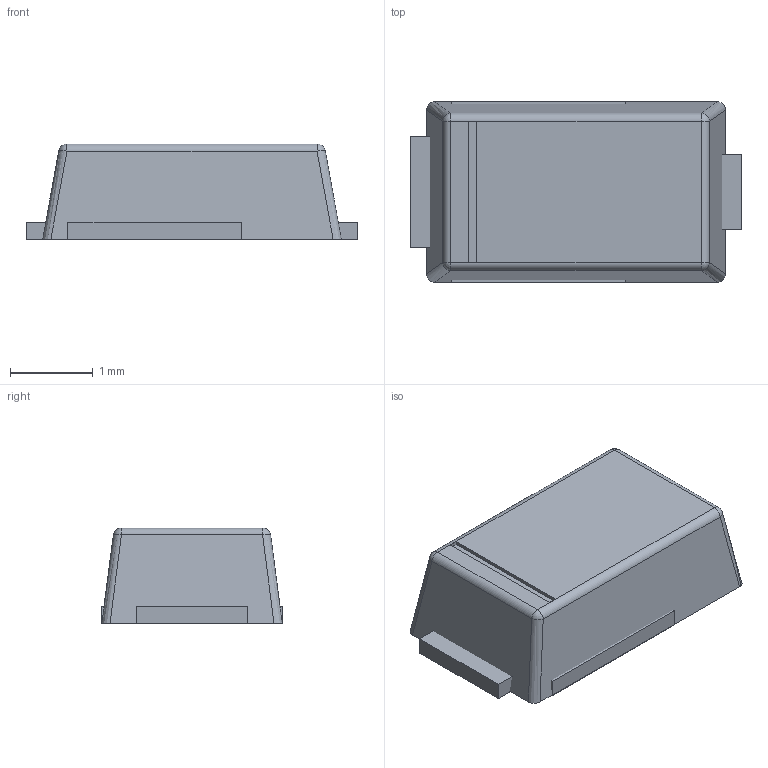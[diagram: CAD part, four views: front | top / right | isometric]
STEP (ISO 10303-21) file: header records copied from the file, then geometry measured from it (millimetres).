
FILE_DESCRIPTION(('FreeCAD Model'),'2;1');
FILE_NAME('Open CASCADE Shape Model','2021-06-15T23:35:20',( 'kicad StepUp'),('ksu MCAD'),'Open CASCADE STEP processor 7.5', 'FreeCAD','Unknown');
FILE_SCHEMA(('AUTOMOTIVE_DESIGN { 1 0 10303 214 1 1 1 1 }'));
Length unit declared in the file: millimetre
Products named in the file (1): D_SMP_DO_220AA_cp
Bounding box: 4 x 2.18 x 1.16 mm (x, y, z)
Volume: 9.2 mm3; surface area: 41 mm2
Topology: 3 solids, 3 shells, 49 faces, 112 edges, 68 vertices
Faces by surface type: plane 33, bspline 12, sphere 4
Entity records: 1873 total; most frequent: CARTESIAN_POINT 526, ORIENTED_EDGE 216, DIRECTION 176, EDGE_CURVE 108, LINE 76, VECTOR 76, VERTEX_POINT 68, FACE_BOUND 52
